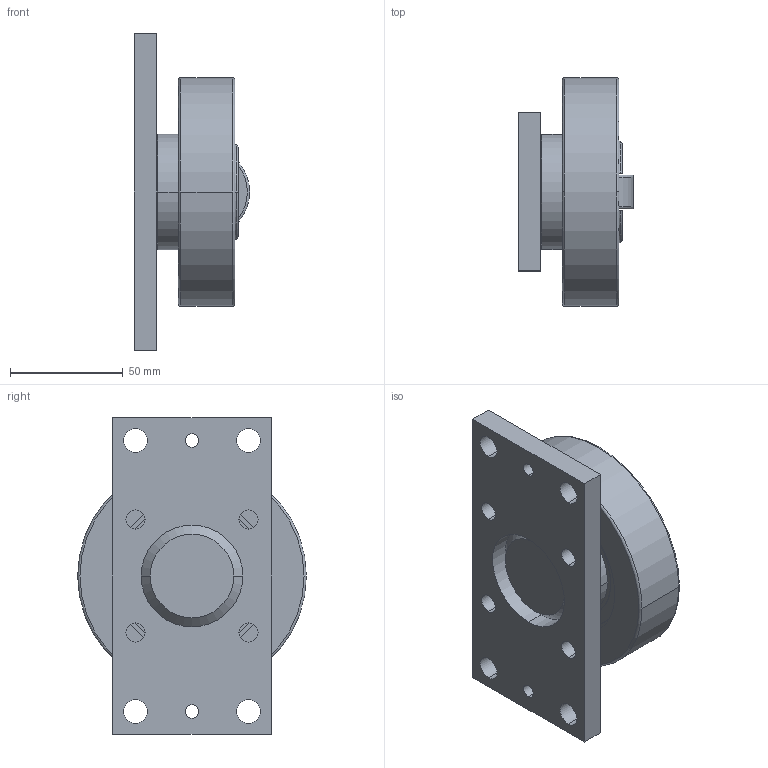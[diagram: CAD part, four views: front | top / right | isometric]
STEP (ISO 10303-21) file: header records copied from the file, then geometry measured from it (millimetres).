
FILE_DESCRIPTION(('STEP AP214'),'1');
FILE_NAME('v_1012_ap.stp','2021-04-02T13:57:27',('TraceParts'),('TraceParts S.A.'),'Spatial InterOp 3D',' ',' ');
FILE_SCHEMA(('AUTOMOTIVE_DESIGN { 1 0 10303 214 1 1 1 1 }'));
Length unit declared in the file: millimetre
Products named in the file (1): v_1012_ap_1
Bounding box: 51 x 101.2 x 140 mm (x, y, z)
Volume: 272445 mm3; surface area: 63641.9 mm2
Topology: 2 solids, 2 shells, 188 faces, 503 edges, 322 vertices
Faces by surface type: cylinder 109, plane 53, torus 14, cone 12
Entity records: 7664 total; most frequent: DIRECTION 1173, CARTESIAN_POINT 1104, ORIENTED_EDGE 1006, EDGE_CURVE 503, AXIS2_PLACEMENT_3D 490, VERTEX_POINT 322, CIRCLE 300, EDGE_LOOP 227
